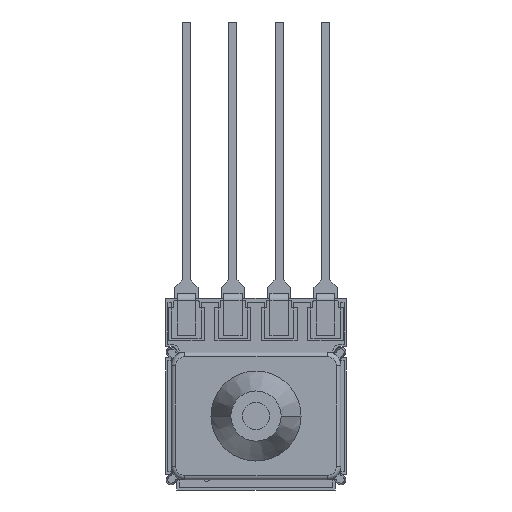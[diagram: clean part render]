
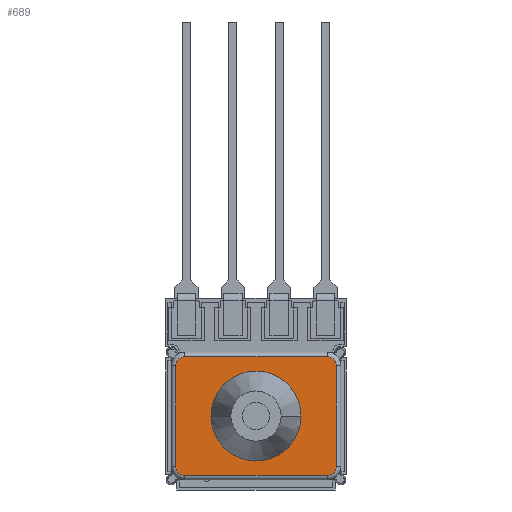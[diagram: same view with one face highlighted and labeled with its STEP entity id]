
A CAD part, front view. The second image highlights one B-rep face of the part: STEP entity #689.
In plain terms, the highlighted face is planar.
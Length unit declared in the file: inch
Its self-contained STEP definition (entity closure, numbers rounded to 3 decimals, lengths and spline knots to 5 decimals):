
#689 = ADVANCED_FACE ( 'NONE', ( #3101, #3102 ), #10042, .T. ) ;
#1558 = AXIS2_PLACEMENT_3D ( 'NONE', #10047, #10057, #10029 ) ;
#1994 = AXIS2_PLACEMENT_3D ( 'NONE', #7456, #7494, #7499 ) ;
#2047 = AXIS2_PLACEMENT_3D ( 'NONE', #8067, #8058, #8072 ) ;
#2050 = AXIS2_PLACEMENT_3D ( 'NONE', #8097, #8124, #8103 ) ;
#2052 = AXIS2_PLACEMENT_3D ( 'NONE', #8010, #8044, #8079 ) ;
#2063 = AXIS2_PLACEMENT_3D ( 'NONE', #8057, #8089, #8113 ) ;
#2077 = AXIS2_PLACEMENT_3D ( 'NONE', #8002, #7996, #8014 ) ;
#3101 = FACE_BOUND ( 'NONE', #10605, .T. ) ;
#3102 = FACE_OUTER_BOUND ( 'NONE', #10641, .T. ) ;
#5785 = CIRCLE ( 'NONE', #1994, 0.08858 ) ;
#6666 = CARTESIAN_POINT ( 'NONE',  ( 0., 0.1063, -0.08858 ) ) ;
#6667 = CARTESIAN_POINT ( 'NONE',  ( 0., 0.1063, 0.08858 ) ) ;
#6782 = CARTESIAN_POINT ( 'NONE',  ( -0.15354, 0.1063, 0.1276 ) ) ;
#6796 = CARTESIAN_POINT ( 'NONE',  ( -0.17307, 0.1063, 0.10807 ) ) ;
#6832 = CARTESIAN_POINT ( 'NONE',  ( -0.17307, 0.1063, -0.10807 ) ) ;
#6845 = CARTESIAN_POINT ( 'NONE',  ( -0.15354, 0.1063, -0.1276 ) ) ;
#6861 = CARTESIAN_POINT ( 'NONE',  ( 0.17307, 0.1063, -0.10807 ) ) ;
#6876 = CARTESIAN_POINT ( 'NONE',  ( 0.17307, 0.1063, 0.10807 ) ) ;
#6899 = CARTESIAN_POINT ( 'NONE',  ( 0.15354, 0.1063, 0.1276 ) ) ;
#6901 = CARTESIAN_POINT ( 'NONE',  ( 0.15354, 0.1063, -0.1276 ) ) ;
#7456 = CARTESIAN_POINT ( 'NONE',  ( 0., 0.1063, 0. ) ) ;
#7494 = DIRECTION ( 'NONE',  ( 0., -1., 0. ) ) ;
#7499 = DIRECTION ( 'NONE',  ( 0., 0., 1. ) ) ;
#7996 = DIRECTION ( 'NONE',  ( 0., 1., 0. ) ) ;
#8002 = CARTESIAN_POINT ( 'NONE',  ( 0.15354, 0.1063, 0.10807 ) ) ;
#8010 = CARTESIAN_POINT ( 'NONE',  ( 0.15354, 0.1063, -0.10807 ) ) ;
#8014 = DIRECTION ( 'NONE',  ( 0., 0., 1. ) ) ;
#8044 = DIRECTION ( 'NONE',  ( 0., 1., 0. ) ) ;
#8049 = CARTESIAN_POINT ( 'NONE',  ( -0.15354, 0.1063, -0.1276 ) ) ;
#8057 = CARTESIAN_POINT ( 'NONE',  ( -0.15354, 0.1063, -0.10807 ) ) ;
#8058 = DIRECTION ( 'NONE',  ( 0., -1., 0. ) ) ;
#8061 = DIRECTION ( 'NONE',  ( -1., 0., 0. ) ) ;
#8067 = CARTESIAN_POINT ( 'NONE',  ( 0., 0.1063, 0. ) ) ;
#8069 = DIRECTION ( 'NONE',  ( 0., 0., 1. ) ) ;
#8072 = DIRECTION ( 'NONE',  ( 0., 0., 1. ) ) ;
#8079 = DIRECTION ( 'NONE',  ( 0., 0., 1. ) ) ;
#8080 = CARTESIAN_POINT ( 'NONE',  ( -0.17307, 0.1063, 0.10807 ) ) ;
#8083 = CARTESIAN_POINT ( 'NONE',  ( 0.17307, 0.1063, -0.10807 ) ) ;
#8089 = DIRECTION ( 'NONE',  ( 0., 1., 0. ) ) ;
#8097 = CARTESIAN_POINT ( 'NONE',  ( -0.15354, 0.1063, 0.10807 ) ) ;
#8103 = DIRECTION ( 'NONE',  ( 0., 0., 1. ) ) ;
#8106 = DIRECTION ( 'NONE',  ( 1., 0., 0. ) ) ;
#8113 = DIRECTION ( 'NONE',  ( 0., 0., 1. ) ) ;
#8116 = DIRECTION ( 'NONE',  ( 0., 0., -1. ) ) ;
#8124 = DIRECTION ( 'NONE',  ( 0., 1., 0. ) ) ;
#8128 = CARTESIAN_POINT ( 'NONE',  ( 0.15354, 0.1063, 0.1276 ) ) ;
#8690 = VECTOR ( 'NONE', #8061, 39.37008 ) ;
#8691 = VECTOR ( 'NONE', #8069, 39.37008 ) ;
#8692 = VECTOR ( 'NONE', #8106, 39.37008 ) ;
#8694 = LINE ( 'NONE', #8080, #8691 ) ;
#8697 = LINE ( 'NONE', #8049, #8690 ) ;
#8701 = LINE ( 'NONE', #8083, #8705 ) ;
#8705 = VECTOR ( 'NONE', #8116, 39.37008 ) ;
#8714 = CIRCLE ( 'NONE', #2052, 0.01953 ) ;
#8719 = CIRCLE ( 'NONE', #2063, 0.01953 ) ;
#8721 = CIRCLE ( 'NONE', #2047, 0.08858 ) ;
#8727 = LINE ( 'NONE', #8128, #8692 ) ;
#8730 = CIRCLE ( 'NONE', #2077, 0.01953 ) ;
#8737 = CIRCLE ( 'NONE', #2050, 0.01953 ) ;
#9431 = VERTEX_POINT ( 'NONE', #6667 ) ;
#9433 = VERTEX_POINT ( 'NONE', #6666 ) ;
#9520 = VERTEX_POINT ( 'NONE', #6796 ) ;
#9545 = VERTEX_POINT ( 'NONE', #6782 ) ;
#9552 = VERTEX_POINT ( 'NONE', #6832 ) ;
#9576 = VERTEX_POINT ( 'NONE', #6845 ) ;
#9580 = VERTEX_POINT ( 'NONE', #6861 ) ;
#9597 = VERTEX_POINT ( 'NONE', #6876 ) ;
#9606 = VERTEX_POINT ( 'NONE', #6899 ) ;
#9622 = VERTEX_POINT ( 'NONE', #6901 ) ;
#10029 = DIRECTION ( 'NONE',  ( 0., 0., 1. ) ) ;
#10042 = PLANE ( 'NONE',  #1558 ) ;
#10047 = CARTESIAN_POINT ( 'NONE',  ( -0.15354, 0.1063, 0.10807 ) ) ;
#10057 = DIRECTION ( 'NONE',  ( 0., 1., 0. ) ) ;
#10430 = ORIENTED_EDGE ( 'NONE', *, *, #11345, .T. ) ;
#10436 = ORIENTED_EDGE ( 'NONE', *, *, #11339, .T. ) ;
#10605 = EDGE_LOOP ( 'NONE', ( #10973, #10972 ) ) ;
#10641 = EDGE_LOOP ( 'NONE', ( #10951, #10430, #10436, #10952, #10986, #10979, #10953, #10981 ) ) ;
#10951 = ORIENTED_EDGE ( 'NONE', *, *, #11323, .T. ) ;
#10952 = ORIENTED_EDGE ( 'NONE', *, *, #11308, .T. ) ;
#10953 = ORIENTED_EDGE ( 'NONE', *, *, #11319, .T. ) ;
#10972 = ORIENTED_EDGE ( 'NONE', *, *, #11329, .T. ) ;
#10973 = ORIENTED_EDGE ( 'NONE', *, *, #11076, .T. ) ;
#10979 = ORIENTED_EDGE ( 'NONE', *, *, #11317, .T. ) ;
#10981 = ORIENTED_EDGE ( 'NONE', *, *, #11331, .T. ) ;
#10986 = ORIENTED_EDGE ( 'NONE', *, *, #11333, .T. ) ;
#11076 = EDGE_CURVE ( 'NONE', #9431, #9433, #5785, .T. ) ;
#11308 = EDGE_CURVE ( 'NONE', #9606, #9597, #8730, .T. ) ;
#11317 = EDGE_CURVE ( 'NONE', #9580, #9622, #8714, .T. ) ;
#11319 = EDGE_CURVE ( 'NONE', #9622, #9576, #8697, .T. ) ;
#11323 = EDGE_CURVE ( 'NONE', #9552, #9520, #8694, .T. ) ;
#11329 = EDGE_CURVE ( 'NONE', #9433, #9431, #8721, .T. ) ;
#11331 = EDGE_CURVE ( 'NONE', #9576, #9552, #8719, .T. ) ;
#11333 = EDGE_CURVE ( 'NONE', #9597, #9580, #8701, .T. ) ;
#11339 = EDGE_CURVE ( 'NONE', #9545, #9606, #8727, .T. ) ;
#11345 = EDGE_CURVE ( 'NONE', #9520, #9545, #8737, .T. ) ;
